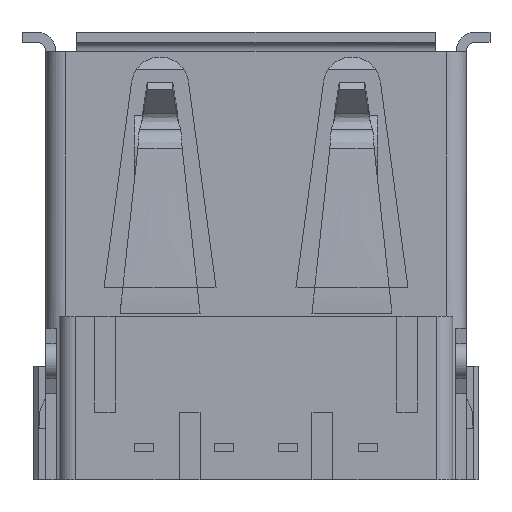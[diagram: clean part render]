
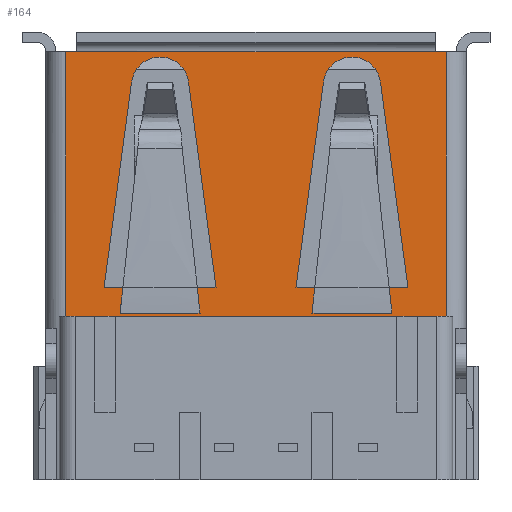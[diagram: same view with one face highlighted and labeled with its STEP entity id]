
A CAD part, front view. The second image highlights one B-rep face of the part: STEP entity #164.
In plain terms, the highlighted planar face has unit normal (0, -1, 0).
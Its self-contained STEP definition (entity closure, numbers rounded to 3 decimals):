
#26=DIRECTION('',(0.0,0.0,1.0));
#27=DIRECTION('',(1.0,0.0,0.0));
#164=ADVANCED_FACE('',(#882,#883,#884),#885,.T.);
#882=FACE_OUTER_BOUND('',#2404,.T.);
#883=FACE_BOUND('',#2405,.T.);
#884=FACE_BOUND('',#2406,.T.);
#885=PLANE('',#2407);
#2404=EDGE_LOOP('',(#5236,#5237,#5238,#5239,#5240,#5241));
#2405=EDGE_LOOP('',(#5242,#5243,#5244,#5245,#5246,#5247,#5248,#5249));
#2406=EDGE_LOOP('',(#5250,#5251,#5252,#5253,#5254,#5255,#5256,#5257));
#2407=AXIS2_PLACEMENT_3D('',#5258,#4107,#4171);
#4107=DIRECTION('',(0.0,-1.0,0.0));
#4114=DIRECTION('',(-1.0,0.0,0.0));
#4120=DIRECTION('',(0.0,1.0,0.0));
#4171=DIRECTION('',(0.0,0.0,-1.0));
#4846=DIRECTION('',(-0.991,0.0,0.132));
#5220=CARTESIAN_POINT('',(4.75,-2.878,-7.98));
#5236=ORIENTED_EDGE('',*,*,#8398,.F.);
#5237=ORIENTED_EDGE('',*,*,#8399,.F.);
#5238=ORIENTED_EDGE('',*,*,#7776,.F.);
#5239=ORIENTED_EDGE('',*,*,#8400,.F.);
#5240=ORIENTED_EDGE('',*,*,#7763,.F.);
#5241=ORIENTED_EDGE('',*,*,#8401,.F.);
#5242=ORIENTED_EDGE('',*,*,#8402,.F.);
#5243=ORIENTED_EDGE('',*,*,#8388,.T.);
#5244=ORIENTED_EDGE('',*,*,#8403,.T.);
#5245=ORIENTED_EDGE('',*,*,#8404,.T.);
#5246=ORIENTED_EDGE('',*,*,#8405,.T.);
#5247=ORIENTED_EDGE('',*,*,#8384,.T.);
#5248=ORIENTED_EDGE('',*,*,#8392,.F.);
#5249=ORIENTED_EDGE('',*,*,#8397,.T.);
#5250=ORIENTED_EDGE('',*,*,#8406,.F.);
#5251=ORIENTED_EDGE('',*,*,#8407,.T.);
#5252=ORIENTED_EDGE('',*,*,#8408,.T.);
#5253=ORIENTED_EDGE('',*,*,#8409,.T.);
#5254=ORIENTED_EDGE('',*,*,#8410,.T.);
#5255=ORIENTED_EDGE('',*,*,#8411,.T.);
#5256=ORIENTED_EDGE('',*,*,#8412,.F.);
#5257=ORIENTED_EDGE('',*,*,#8413,.F.);
#5258=CARTESIAN_POINT('',(-6.568,-2.878,-0.318));
#5263=CARTESIAN_POINT('',(3.892,-2.878,-1.561));
#5270=CARTESIAN_POINT('',(3.0,-2.878,-1.68));
#5275=CARTESIAN_POINT('',(1.25,-2.878,-7.98));
#5383=CARTESIAN_POINT('',(-1.25,-2.878,-7.98));
#5392=CARTESIAN_POINT('',(-4.75,-2.878,-7.98));
#5397=CARTESIAN_POINT('',(-3.0,-2.878,-1.68));
#5402=CARTESIAN_POINT('',(-2.108,-2.878,-1.561));
#7763=EDGE_CURVE('',#9318,#9319,#9320,.T.);
#7776=EDGE_CURVE('',#9342,#9344,#9345,.T.);
#8384=EDGE_CURVE('',#10435,#10436,#10437,.T.);
#8388=EDGE_CURVE('',#10442,#10440,#10443,.T.);
#8392=EDGE_CURVE('',#10448,#10436,#10449,.T.);
#8397=EDGE_CURVE('',#10448,#10454,#10456,.T.);
#8398=EDGE_CURVE('',#10457,#10458,#10459,.T.);
#8399=EDGE_CURVE('',#9344,#10457,#10460,.T.);
#8400=EDGE_CURVE('',#9319,#9342,#10461,.T.);
#8401=EDGE_CURVE('',#10458,#9318,#10462,.T.);
#8402=EDGE_CURVE('',#10442,#10454,#10463,.T.);
#8403=EDGE_CURVE('',#10440,#10464,#10465,.T.);
#8404=EDGE_CURVE('',#10464,#10466,#10467,.T.);
#8405=EDGE_CURVE('',#10466,#10435,#10468,.T.);
#8406=EDGE_CURVE('',#10469,#10470,#10471,.T.);
#8407=EDGE_CURVE('',#10469,#10472,#10473,.T.);
#8408=EDGE_CURVE('',#10472,#10474,#10475,.T.);
#8409=EDGE_CURVE('',#10474,#10476,#10477,.T.);
#8410=EDGE_CURVE('',#10476,#10478,#10479,.T.);
#8411=EDGE_CURVE('',#10478,#10480,#10481,.T.);
#8412=EDGE_CURVE('',#10482,#10480,#10483,.T.);
#8413=EDGE_CURVE('',#10470,#10482,#10484,.T.);
#9318=VERTEX_POINT('',#11810);
#9319=VERTEX_POINT('',#11738);
#9320=B_SPLINE_CURVE_WITH_KNOTS('',3,(#11810,#11811,#11812,#11738),.UNSPECIFIED.,.F.,.F.,(4,4),(0.0,1.0),.UNSPECIFIED.);
#9342=VERTEX_POINT('',#11735);
#9344=VERTEX_POINT('',#11832);
#9345=B_SPLINE_CURVE_WITH_KNOTS('',3,(#11735,#11833,#11834,#11832),.UNSPECIFIED.,.F.,.F.,(4,4),(0.0,1.0),.UNSPECIFIED.);
#10435=VERTEX_POINT('',#5220);
#10436=VERTEX_POINT('',#12541);
#10437=LINE('',#5220,#12542);
#10440=VERTEX_POINT('',#5275);
#10442=VERTEX_POINT('',#12548);
#10443=LINE('',#12548,#12549);
#10448=VERTEX_POINT('',#12560);
#10449=B_SPLINE_CURVE_WITH_KNOTS('',3,(#12560,#12561,#12562,#12563,#12564,#12541),.UNSPECIFIED.,.F.,.F.,(4,1,1,4),(0.0,0.333,0.667,1.0),.UNSPECIFIED.);
#10454=VERTEX_POINT('',#12571);
#10456=LINE('',#12560,#12574);
#10457=VERTEX_POINT('',#12575);
#10458=VERTEX_POINT('',#12576);
#10459=LINE('',#12575,#12577);
#10460=LINE('',#11832,#12192);
#10461=LINE('',#11738,#11737);
#10462=LINE('',#12576,#12193);
#10463=B_SPLINE_CURVE_WITH_KNOTS('',3,(#12548,#12578,#12579,#12580,#12581,#12571),.UNSPECIFIED.,.F.,.F.,(4,1,1,4),(0.0,0.333,0.667,1.0),.UNSPECIFIED.);
#10464=VERTEX_POINT('',#12582);
#10465=LINE('',#5275,#12206);
#10466=VERTEX_POINT('',#5263);
#10467=CIRCLE('',#12583,0.9);
#10468=LINE('',#5263,#12210);
#10469=VERTEX_POINT('',#12584);
#10470=VERTEX_POINT('',#12585);
#10471=B_SPLINE_CURVE_WITH_KNOTS('',3,(#12584,#12586,#12587,#12588,#12589,#12585),.UNSPECIFIED.,.F.,.F.,(4,1,1,4),(0.0,0.333,0.667,1.0),.UNSPECIFIED.);
#10472=VERTEX_POINT('',#5392);
#10473=LINE('',#12584,#12549);
#10474=VERTEX_POINT('',#12590);
#10475=LINE('',#5392,#12206);
#10476=VERTEX_POINT('',#5402);
#10477=CIRCLE('',#12591,0.9);
#10478=VERTEX_POINT('',#5383);
#10479=LINE('',#5402,#12210);
#10480=VERTEX_POINT('',#12592);
#10481=LINE('',#5383,#12593);
#10482=VERTEX_POINT('',#12594);
#10483=B_SPLINE_CURVE_WITH_KNOTS('',3,(#12594,#12595,#12596,#12597,#12598,#12592),.UNSPECIFIED.,.F.,.F.,(4,1,1,4),(0.0,0.333,0.667,1.0),.UNSPECIFIED.);
#10484=LINE('',#12585,#12599);
#11735=CARTESIAN_POINT('',(5.61,-2.878,-0.619));
#11737=VECTOR('',#27,11.22);
#11738=CARTESIAN_POINT('',(-5.61,-2.878,-0.619));
#11810=CARTESIAN_POINT('',(-5.948,-2.878,-0.62));
#11811=CARTESIAN_POINT('',(-5.835,-2.878,-0.62));
#11812=CARTESIAN_POINT('',(-5.723,-2.878,-0.619));
#11832=CARTESIAN_POINT('',(5.948,-2.878,-0.62));
#11833=CARTESIAN_POINT('',(5.723,-2.878,-0.619));
#11834=CARTESIAN_POINT('',(5.835,-2.878,-0.62));
#12192=VECTOR('',#4171,8.26);
#12193=VECTOR('',#26,8.26);
#12206=VECTOR('',#13423,6.476);
#12210=VECTOR('',#13425,6.476);
#12541=CARTESIAN_POINT('',(4.163,-2.878,-7.98));
#12542=VECTOR('',#13473,0.587);
#12548=CARTESIAN_POINT('',(1.837,-2.878,-7.98));
#12549=VECTOR('',#13474,0.587);
#12560=CARTESIAN_POINT('',(4.25,-2.878,-8.79));
#12561=CARTESIAN_POINT('',(4.24,-2.878,-8.7));
#12562=CARTESIAN_POINT('',(4.221,-2.878,-8.52));
#12563=CARTESIAN_POINT('',(4.192,-2.878,-8.25));
#12564=CARTESIAN_POINT('',(4.173,-2.878,-8.07));
#12571=CARTESIAN_POINT('',(1.75,-2.878,-8.79));
#12574=VECTOR('',#4114,2.5);
#12575=CARTESIAN_POINT('',(5.948,-2.878,-8.88));
#12576=CARTESIAN_POINT('',(-5.948,-2.878,-8.88));
#12577=VECTOR('',#4114,11.896);
#12578=CARTESIAN_POINT('',(1.827,-2.878,-8.07));
#12579=CARTESIAN_POINT('',(1.808,-2.878,-8.25));
#12580=CARTESIAN_POINT('',(1.779,-2.878,-8.52));
#12581=CARTESIAN_POINT('',(1.76,-2.878,-8.7));
#12582=CARTESIAN_POINT('',(2.108,-2.878,-1.561));
#12583=AXIS2_PLACEMENT_3D('',#5270,#4120,#4846);
#12584=CARTESIAN_POINT('',(-4.163,-2.878,-7.98));
#12585=CARTESIAN_POINT('',(-4.25,-2.878,-8.79));
#12586=CARTESIAN_POINT('',(-4.173,-2.878,-8.07));
#12587=CARTESIAN_POINT('',(-4.192,-2.878,-8.25));
#12588=CARTESIAN_POINT('',(-4.221,-2.878,-8.52));
#12589=CARTESIAN_POINT('',(-4.24,-2.878,-8.7));
#12590=CARTESIAN_POINT('',(-3.892,-2.878,-1.561));
#12591=AXIS2_PLACEMENT_3D('',#5397,#4120,#4846);
#12592=CARTESIAN_POINT('',(-1.837,-2.878,-7.98));
#12593=VECTOR('',#13475,0.587);
#12594=CARTESIAN_POINT('',(-1.75,-2.878,-8.79));
#12595=CARTESIAN_POINT('',(-1.76,-2.878,-8.7));
#12596=CARTESIAN_POINT('',(-1.779,-2.878,-8.52));
#12597=CARTESIAN_POINT('',(-1.808,-2.878,-8.25));
#12598=CARTESIAN_POINT('',(-1.827,-2.878,-8.07));
#12599=VECTOR('',#27,2.5);
#13423=DIRECTION('',(0.132,0.0,0.991));
#13425=DIRECTION('',(0.132,0.0,-0.991));
#13473=DIRECTION('',(-1.,0.,0.));
#13474=DIRECTION('',(-1.,0.,0.));
#13475=DIRECTION('',(-1.,0.,0.));
